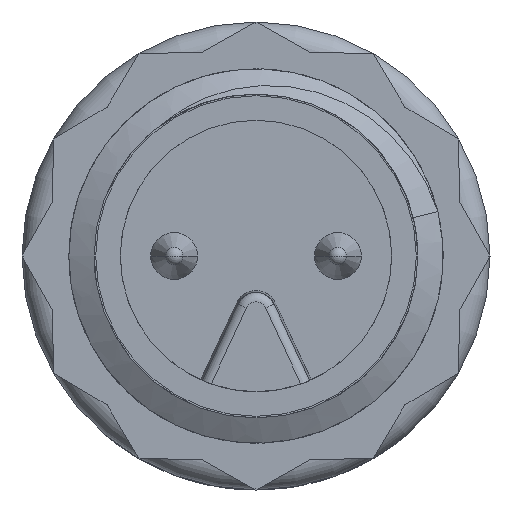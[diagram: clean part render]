
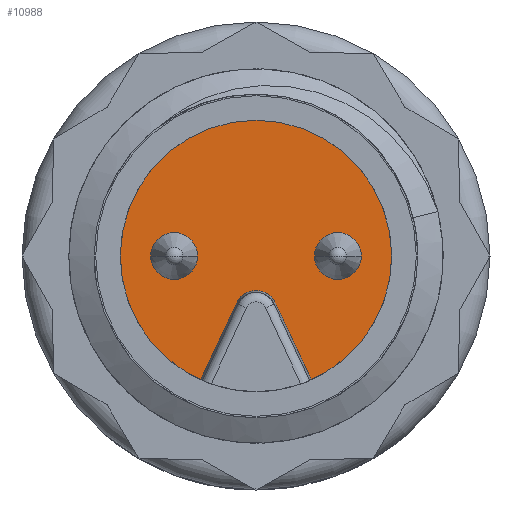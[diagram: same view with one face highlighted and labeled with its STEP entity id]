
A CAD part, left-side view. The second image highlights one B-rep face of the part: STEP entity #10988.
In plain terms, the highlighted planar face has unit normal (-1, 0, 0).
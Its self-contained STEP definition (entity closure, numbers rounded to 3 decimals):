
#5074=CARTESIAN_POINT('',(-11.5,0.,0.));
#5075=DIRECTION('',(-1.,0.,0.));
#5076=DIRECTION('',(0.,0.,1.));
#5077=AXIS2_PLACEMENT_3D('',#5074,#5075,#5076);
#5143=DIRECTION('',(0.,0.423,0.906));
#5144=VECTOR('',#5143,1.812);
#5145=CARTESIAN_POINT('',(-11.5,-1.183,-2.648));
#5146=LINE('',#5145,#5144);
#5147=CARTESIAN_POINT('',(-11.5,0.,-1.2));
#5148=DIRECTION('',(-1.,0.,0.));
#5149=DIRECTION('',(0.,-0.906,0.423));
#5150=AXIS2_PLACEMENT_3D('',#5147,#5148,#5149);
#5152=DIRECTION('',(0.,0.423,-0.906));
#5153=VECTOR('',#5152,1.812);
#5154=CARTESIAN_POINT('',(-11.5,0.417,-1.006));
#5155=LINE('',#5154,#5153);
#5156=CARTESIAN_POINT('',(-11.5,1.75,0.));
#5157=DIRECTION('',(1.,0.,0.));
#5158=DIRECTION('',(0.,-1.,0.));
#5159=AXIS2_PLACEMENT_3D('',#5156,#5157,#5158);
#5174=CARTESIAN_POINT('',(-11.5,1.75,0.));
#5175=DIRECTION('',(1.,0.,0.));
#5176=DIRECTION('',(0.,1.,0.));
#5177=AXIS2_PLACEMENT_3D('',#5174,#5175,#5176);
#5212=CARTESIAN_POINT('',(-11.5,-1.75,0.));
#5213=DIRECTION('',(1.,0.,0.));
#5214=DIRECTION('',(0.,-1.,0.));
#5215=AXIS2_PLACEMENT_3D('',#5212,#5213,#5214);
#5230=CARTESIAN_POINT('',(-11.5,-1.75,0.));
#5231=DIRECTION('',(1.,0.,0.));
#5232=DIRECTION('',(0.,1.,0.));
#5233=AXIS2_PLACEMENT_3D('',#5230,#5231,#5232);
#5278=CARTESIAN_POINT('',(-11.5,0.,0.));
#5279=DIRECTION('',(1.,0.,0.));
#5280=DIRECTION('',(0.,0.,1.));
#5281=AXIS2_PLACEMENT_3D('',#5278,#5279,#5280);
#5299=CARTESIAN_POINT('',(-11.5,0.,2.9));
#5300=VERTEX_POINT('',#5299);
#5303=CARTESIAN_POINT('',(-11.5,-1.183,-2.648));
#5304=CARTESIAN_POINT('',(-11.5,-0.417,-1.006));
#5305=VERTEX_POINT('',#5303);
#5306=VERTEX_POINT('',#5304);
#5307=CARTESIAN_POINT('',(-11.5,0.417,-1.006));
#5308=VERTEX_POINT('',#5307);
#5309=CARTESIAN_POINT('',(-11.5,1.183,-2.648));
#5310=VERTEX_POINT('',#5309);
#5944=CARTESIAN_POINT('',(-11.5,-2.25,0.));
#5945=CARTESIAN_POINT('',(-11.5,-1.25,0.));
#5946=VERTEX_POINT('',#5944);
#5947=VERTEX_POINT('',#5945);
#5948=CARTESIAN_POINT('',(-11.5,1.25,0.));
#5949=CARTESIAN_POINT('',(-11.5,2.25,0.));
#5950=VERTEX_POINT('',#5948);
#5951=VERTEX_POINT('',#5949);
#10963=CARTESIAN_POINT('',(-11.5,0.,0.));
#10964=DIRECTION('',(-1.,0.,0.));
#10965=DIRECTION('',(0.,0.,1.));
#10966=AXIS2_PLACEMENT_3D('',#10963,#10964,#10965);
#10967=PLANE('',#10966);
#10968=ORIENTED_EDGE('',*,*,#10943,.T.);
#10969=ORIENTED_EDGE('',*,*,#10957,.T.);
#10970=ORIENTED_EDGE('',*,*,#10870,.T.);
#10971=ORIENTED_EDGE('',*,*,#10857,.F.);
#10973=ORIENTED_EDGE('',*,*,#10972,.T.);
#10974=EDGE_LOOP('',(#10968,#10969,#10970,#10971,#10973));
#10975=FACE_OUTER_BOUND('',#10974,.F.);
#10977=ORIENTED_EDGE('',*,*,#10976,.F.);
#10979=ORIENTED_EDGE('',*,*,#10978,.F.);
#10980=EDGE_LOOP('',(#10977,#10979));
#10981=FACE_BOUND('',#10980,.F.);
#10983=ORIENTED_EDGE('',*,*,#10982,.F.);
#10985=ORIENTED_EDGE('',*,*,#10984,.F.);
#10986=EDGE_LOOP('',(#10983,#10985));
#10987=FACE_BOUND('',#10986,.F.);
#10988=ADVANCED_FACE('',(#10975,#10981,#10987),#10967,.T.);
#5078=CIRCLE('',#5077,2.9);
#5151=CIRCLE('',#5150,0.46);
#5160=CIRCLE('',#5159,0.5);
#5178=CIRCLE('',#5177,0.5);
#5216=CIRCLE('',#5215,0.5);
#5234=CIRCLE('',#5233,0.5);
#5282=CIRCLE('',#5281,2.9);
#10857=EDGE_CURVE('',#5300,#5310,#5078,.T.);
#10870=EDGE_CURVE('',#5308,#5310,#5155,.T.);
#10943=EDGE_CURVE('',#5305,#5306,#5146,.T.);
#10957=EDGE_CURVE('',#5306,#5308,#5151,.T.);
#10972=EDGE_CURVE('',#5300,#5305,#5282,.T.);
#10976=EDGE_CURVE('',#5946,#5947,#5216,.T.);
#10978=EDGE_CURVE('',#5947,#5946,#5234,.T.);
#10982=EDGE_CURVE('',#5950,#5951,#5160,.T.);
#10984=EDGE_CURVE('',#5951,#5950,#5178,.T.);
